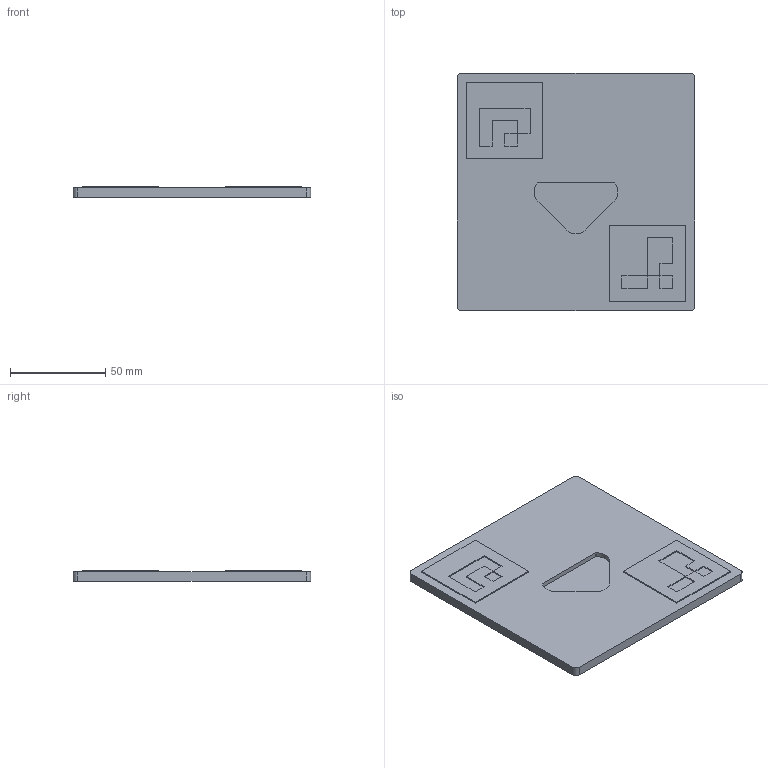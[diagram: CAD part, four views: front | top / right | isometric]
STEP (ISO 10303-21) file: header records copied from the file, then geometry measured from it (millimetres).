
FILE_DESCRIPTION(/* description */ (''),/* implementation_level */ '2;1');
FILE_NAME(/* name */ 'base 01-02.step',/* time_stamp */ '2025-10-07T18:23:08+02:00',/* author */ (''),/* organization */ (''),/* preprocessor_version */ 'ST-DEVELOPER v20.1',/* originating_system */ 'Autodesk Translation Framework v14.17.0.0',/* authorisation */ '');
FILE_SCHEMA (('AUTOMOTIVE_DESIGN { 1 0 10303 214 3 1 1 }'));
Length unit declared in the file: millimetre
Products named in the file (1): base 01-02
Bounding box: 125 x 125 x 5.6 mm (x, y, z)
Volume: 77071.2 mm3; surface area: 34542 mm2
Topology: 1 solids, 1 shells, 66 faces, 159 edges, 100 vertices
Faces by surface type: plane 56, cylinder 10
Full cylindrical faces by diameter (mm): 10.2 x3
Entity records: 1918 total; most frequent: CARTESIAN_POINT 326, ORIENTED_EDGE 318, DIRECTION 313, EDGE_CURVE 159, LINE 139, VECTOR 139, VERTEX_POINT 100, AXIS2_PLACEMENT_3D 87
